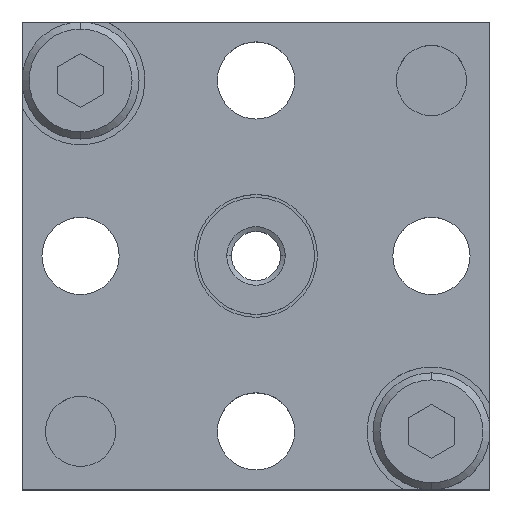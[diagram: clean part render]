
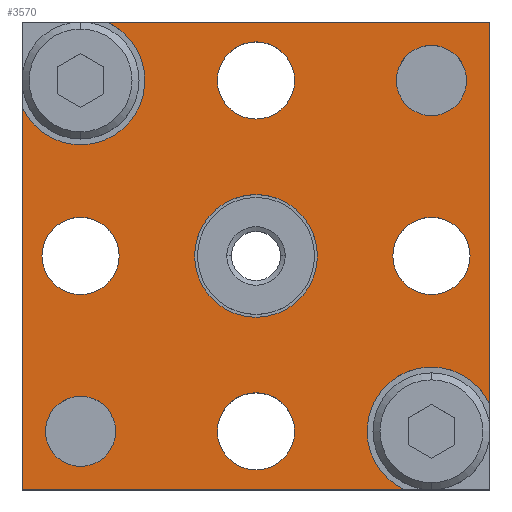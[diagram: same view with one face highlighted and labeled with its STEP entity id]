
A CAD part, top view. The second image highlights one B-rep face of the part: STEP entity #3570.
In plain terms, the highlighted planar face has unit normal (0, 0, 1).
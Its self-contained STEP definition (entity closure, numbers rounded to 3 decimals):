
#1950=CARTESIAN_POINT('',(24.062,8.837,10.));
#1960=DIRECTION('',(0.,0.,1.));
#1970=DIRECTION('',(-1.,0.,0.));
#1980=AXIS2_PLACEMENT_3D('',#1950,#1960,#1970);
#1990=PLANE('',#1980);
#2000=CARTESIAN_POINT('',(35.,35.,10.));
#2010=DIRECTION('',(0.,0.,1.));
#2020=DIRECTION('',(1.,0.,0.));
#2030=AXIS2_PLACEMENT_3D('',#2000,#2010,#2020);
#2040=CIRCLE('',#2030,3.);
#2050=CARTESIAN_POINT('',(38.,35.,10.));
#2060=VERTEX_POINT('',#2050);
#2070=CARTESIAN_POINT('',(32.,35.,10.));
#2080=VERTEX_POINT('',#2070);
#2090=EDGE_CURVE('',#2060,#2080,#2040,.T.);
#2100=ORIENTED_EDGE('',*,*,#2090,.F.);
#2110=EDGE_CURVE('',#2080,#2060,#2040,.T.);
#2120=ORIENTED_EDGE('',*,*,#2110,.F.);
#2130=EDGE_LOOP('',(#2120,#2100));
#2140=FACE_BOUND('',#2130,.T.);
#2150=CARTESIAN_POINT('',(5.,5.,10.));
#2160=DIRECTION('',(0.,0.,1.));
#2170=DIRECTION('',(1.,0.,0.));
#2180=AXIS2_PLACEMENT_3D('',#2150,#2160,#2170);
#2190=CIRCLE('',#2180,3.);
#2200=CARTESIAN_POINT('',(8.,5.,10.));
#2210=VERTEX_POINT('',#2200);
#2220=CARTESIAN_POINT('',(2.,5.,10.));
#2230=VERTEX_POINT('',#2220);
#2240=EDGE_CURVE('',#2210,#2230,#2190,.T.);
#2250=ORIENTED_EDGE('',*,*,#2240,.F.);
#2260=EDGE_CURVE('',#2230,#2210,#2190,.T.);
#2270=ORIENTED_EDGE('',*,*,#2260,.F.);
#2280=EDGE_LOOP('',(#2270,#2250));
#2290=FACE_BOUND('',#2280,.T.);
#2300=CARTESIAN_POINT('',(20.,5.,10.));
#2310=DIRECTION('',(0.,0.,1.));
#2320=DIRECTION('',(1.,0.,0.));
#2330=AXIS2_PLACEMENT_3D('',#2300,#2310,#2320);
#2340=CIRCLE('',#2330,3.3);
#2350=CARTESIAN_POINT('',(23.3,5.,10.));
#2360=VERTEX_POINT('',#2350);
#2370=CARTESIAN_POINT('',(16.7,5.,10.));
#2380=VERTEX_POINT('',#2370);
#2390=EDGE_CURVE('',#2360,#2380,#2340,.T.);
#2400=ORIENTED_EDGE('',*,*,#2390,.F.);
#2410=EDGE_CURVE('',#2380,#2360,#2340,.T.);
#2420=ORIENTED_EDGE('',*,*,#2410,.F.);
#2430=EDGE_LOOP('',(#2420,#2400));
#2440=FACE_BOUND('',#2430,.T.);
#2450=CARTESIAN_POINT('',(35.,20.,10.));
#2460=DIRECTION('',(0.,0.,1.));
#2470=DIRECTION('',(1.,0.,0.));
#2480=AXIS2_PLACEMENT_3D('',#2450,#2460,#2470);
#2490=CIRCLE('',#2480,3.3);
#2500=CARTESIAN_POINT('',(38.3,20.,10.));
#2510=VERTEX_POINT('',#2500);
#2520=CARTESIAN_POINT('',(31.7,20.,10.));
#2530=VERTEX_POINT('',#2520);
#2540=EDGE_CURVE('',#2510,#2530,#2490,.T.);
#2550=ORIENTED_EDGE('',*,*,#2540,.F.);
#2560=EDGE_CURVE('',#2530,#2510,#2490,.T.);
#2570=ORIENTED_EDGE('',*,*,#2560,.F.);
#2580=EDGE_LOOP('',(#2570,#2550));
#2590=FACE_BOUND('',#2580,.T.);
#2600=CARTESIAN_POINT('',(5.,20.,10.));
#2610=DIRECTION('',(0.,0.,1.));
#2620=DIRECTION('',(1.,0.,0.));
#2630=AXIS2_PLACEMENT_3D('',#2600,#2610,#2620);
#2640=CIRCLE('',#2630,3.3);
#2650=CARTESIAN_POINT('',(8.3,20.,10.));
#2660=VERTEX_POINT('',#2650);
#2670=CARTESIAN_POINT('',(1.7,20.,10.));
#2680=VERTEX_POINT('',#2670);
#2690=EDGE_CURVE('',#2660,#2680,#2640,.T.);
#2700=ORIENTED_EDGE('',*,*,#2690,.F.);
#2710=EDGE_CURVE('',#2680,#2660,#2640,.T.);
#2720=ORIENTED_EDGE('',*,*,#2710,.F.);
#2730=EDGE_LOOP('',(#2720,#2700));
#2740=FACE_BOUND('',#2730,.T.);
#2750=CARTESIAN_POINT('',(20.,20.,10.));
#2760=DIRECTION('',(0.,0.,-1.));
#2770=DIRECTION('',(1.,0.,0.));
#2780=AXIS2_PLACEMENT_3D('',#2750,#2760,#2770);
#2790=CIRCLE('',#2780,5.25);
#2800=CARTESIAN_POINT('',(25.25,20.,10.));
#2810=VERTEX_POINT('',#2800);
#2820=CARTESIAN_POINT('',(14.75,20.,10.));
#2830=VERTEX_POINT('',#2820);
#2840=EDGE_CURVE('',#2810,#2830,#2790,.T.);
#2850=ORIENTED_EDGE('',*,*,#2840,.T.);
#2860=EDGE_CURVE('',#2830,#2810,#2790,.T.);
#2870=ORIENTED_EDGE('',*,*,#2860,.T.);
#2880=EDGE_LOOP('',(#2870,#2850));
#2890=FACE_BOUND('',#2880,.T.);
#2900=CARTESIAN_POINT('',(20.,35.,10.));
#2910=DIRECTION('',(0.,0.,1.));
#2920=DIRECTION('',(1.,0.,0.));
#2930=AXIS2_PLACEMENT_3D('',#2900,#2910,#2920);
#2940=CIRCLE('',#2930,3.3);
#2950=CARTESIAN_POINT('',(23.3,35.,10.));
#2960=VERTEX_POINT('',#2950);
#2970=CARTESIAN_POINT('',(16.7,35.,10.));
#2980=VERTEX_POINT('',#2970);
#2990=EDGE_CURVE('',#2960,#2980,#2940,.T.);
#3000=ORIENTED_EDGE('',*,*,#2990,.F.);
#3010=EDGE_CURVE('',#2980,#2960,#2940,.T.);
#3020=ORIENTED_EDGE('',*,*,#3010,.F.);
#3030=EDGE_LOOP('',(#3020,#3000));
#3040=FACE_BOUND('',#3030,.T.);
#3050=CARTESIAN_POINT('',(0.,0.,10.));
#3060=DIRECTION('',(0.,-1.,0.));
#3070=VECTOR('',#3060,1.);
#3080=LINE('',#3050,#3070);
#3090=CARTESIAN_POINT('',(0.,32.709,10.));
#3100=VERTEX_POINT('',#3090);
#3110=CARTESIAN_POINT('',(0.,0.,10.));
#3120=VERTEX_POINT('',#3110);
#3130=EDGE_CURVE('',#3100,#3120,#3080,.T.);
#3140=ORIENTED_EDGE('',*,*,#3130,.T.);
#3150=CARTESIAN_POINT('',(5.,35.,10.));
#3160=DIRECTION('',(0.,0.,-1.));
#3170=DIRECTION('',(1.,0.,0.));
#3180=AXIS2_PLACEMENT_3D('',#3150,#3160,#3170);
#3190=CIRCLE('',#3180,5.5);
#3200=CARTESIAN_POINT('',(7.291,40.,10.));
#3210=VERTEX_POINT('',#3200);
#3220=EDGE_CURVE('',#3210,#3100,#3190,.T.);
#3230=ORIENTED_EDGE('',*,*,#3220,.T.);
#3240=CARTESIAN_POINT('',(0.,40.,10.));
#3250=DIRECTION('',(-1.,0.,0.));
#3260=VECTOR('',#3250,1.);
#3270=LINE('',#3240,#3260);
#3280=CARTESIAN_POINT('',(40.,40.,10.));
#3290=VERTEX_POINT('',#3280);
#3300=EDGE_CURVE('',#3290,#3210,#3270,.T.);
#3310=ORIENTED_EDGE('',*,*,#3300,.T.);
#3320=CARTESIAN_POINT('',(40.,0.,10.));
#3330=DIRECTION('',(0.,1.,0.));
#3340=VECTOR('',#3330,1.);
#3350=LINE('',#3320,#3340);
#3360=CARTESIAN_POINT('',(40.,7.291,10.));
#3370=VERTEX_POINT('',#3360);
#3380=EDGE_CURVE('',#3370,#3290,#3350,.T.);
#3390=ORIENTED_EDGE('',*,*,#3380,.T.);
#3400=CARTESIAN_POINT('',(35.,5.,10.));
#3410=DIRECTION('',(0.,0.,1.));
#3420=DIRECTION('',(1.,0.,0.));
#3430=AXIS2_PLACEMENT_3D('',#3400,#3410,#3420);
#3440=CIRCLE('',#3430,5.5);
#3450=CARTESIAN_POINT('',(32.709,0.,10.));
#3460=VERTEX_POINT('',#3450);
#3470=EDGE_CURVE('',#3370,#3460,#3440,.T.);
#3480=ORIENTED_EDGE('',*,*,#3470,.F.);
#3490=CARTESIAN_POINT('',(0.,0.,10.));
#3500=DIRECTION('',(1.,0.,0.));
#3510=VECTOR('',#3500,1.);
#3520=LINE('',#3490,#3510);
#3530=EDGE_CURVE('',#3120,#3460,#3520,.T.);
#3540=ORIENTED_EDGE('',*,*,#3530,.T.);
#3550=EDGE_LOOP('',(#3540,#3480,#3390,#3310,#3230,#3140));
#3560=FACE_OUTER_BOUND('',#3550,.T.);
#3570=ADVANCED_FACE('',(#2140,#2290,#2440,#2590,#2740,#2890,#3040,#3560)
,#1990,.T.);
